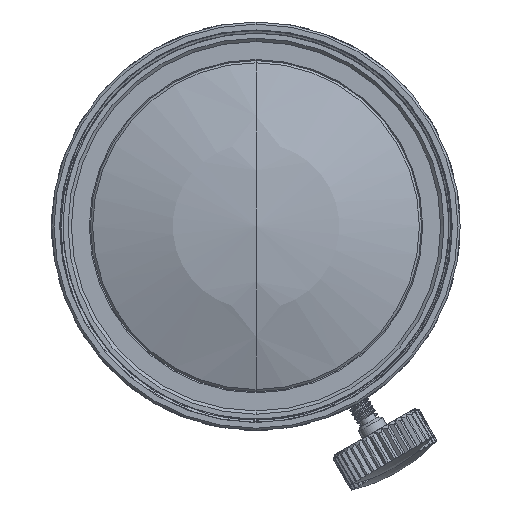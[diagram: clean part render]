
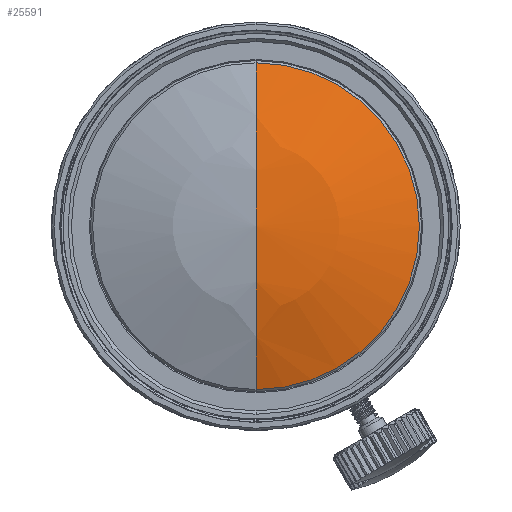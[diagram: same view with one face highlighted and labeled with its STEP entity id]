
A CAD part, left-side view. The second image highlights one B-rep face of the part: STEP entity #25591.
In plain terms, the highlighted spherical face has radius 39.4 mm.
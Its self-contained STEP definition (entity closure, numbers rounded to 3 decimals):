
#25591 = ADVANCED_FACE('',(#25592),#25621,.T.);
#25592 = FACE_BOUND('',#25593,.T.);
#25593 = EDGE_LOOP('',(#25594,#25605,#25614));
#25594 = ORIENTED_EDGE('',*,*,#25595,.T.);
#25595 = EDGE_CURVE('',#25596,#25598,#25600,.T.);
#25596 = VERTEX_POINT('',#25597);
#25597 = CARTESIAN_POINT('',(-62.171,0.,0.));
#25598 = VERTEX_POINT('',#25599);
#25599 = CARTESIAN_POINT('',(-59.286,0.,-14.8));
#25600 = CIRCLE('',#25601,39.4);
#25601 = AXIS2_PLACEMENT_3D('',#25602,#25603,#25604);
#25602 = CARTESIAN_POINT('',(-22.771,0.,0.));
#25603 = DIRECTION('',(0.,-1.,0.));
#25604 = DIRECTION('',(-1.,0.,0.));
#25605 = ORIENTED_EDGE('',*,*,#25606,.T.);
#25606 = EDGE_CURVE('',#25598,#25607,#25609,.T.);
#25607 = VERTEX_POINT('',#25608);
#25608 = CARTESIAN_POINT('',(-59.286,0.,14.8));
#25609 = CIRCLE('',#25610,14.8);
#25610 = AXIS2_PLACEMENT_3D('',#25611,#25612,#25613);
#25611 = CARTESIAN_POINT('',(-59.286,0.,0.));
#25612 = DIRECTION('',(-1.,0.,0.));
#25613 = DIRECTION('',(0.,0.,-1.));
#25614 = ORIENTED_EDGE('',*,*,#25615,.T.);
#25615 = EDGE_CURVE('',#25607,#25596,#25616,.T.);
#25616 = CIRCLE('',#25617,39.4);
#25617 = AXIS2_PLACEMENT_3D('',#25618,#25619,#25620);
#25618 = CARTESIAN_POINT('',(-22.771,0.,0.));
#25619 = DIRECTION('',(0.,-1.,0.));
#25620 = DIRECTION('',(-0.927,0.,0.376));
#25621 = SPHERICAL_SURFACE('',#25622,39.4);
#25622 = AXIS2_PLACEMENT_3D('',#25623,#25624,#25625);
#25623 = CARTESIAN_POINT('',(-22.771,0.,0.));
#25624 = DIRECTION('',(1.,0.,0.));
#25625 = DIRECTION('',(0.,0.,1.));
